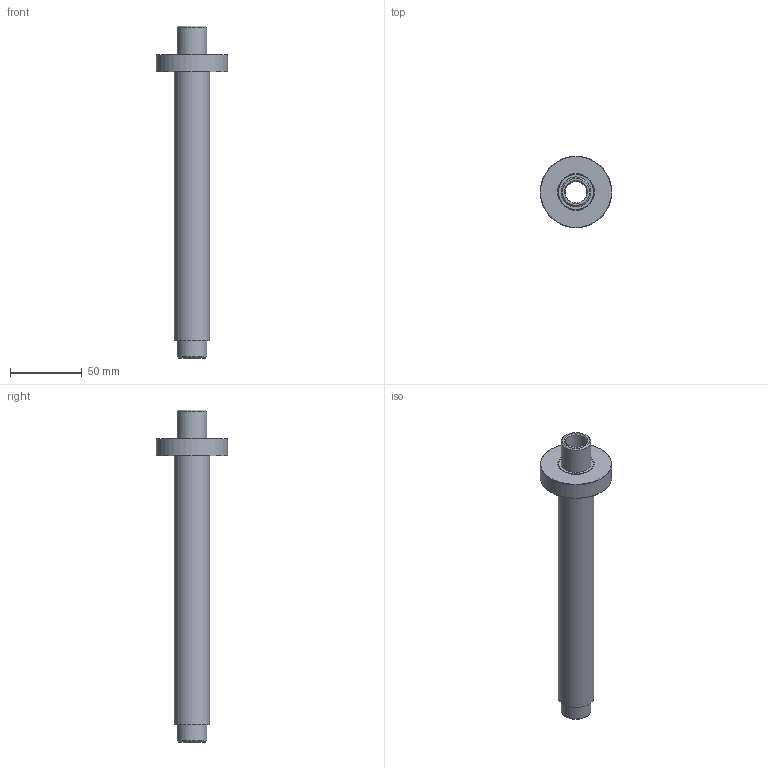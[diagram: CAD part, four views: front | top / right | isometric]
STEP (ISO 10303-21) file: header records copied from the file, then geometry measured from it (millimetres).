
FILE_DESCRIPTION(/* description */ ('Unknown'),/* implementation_level */ '2;1');
FILE_NAME(/* name */ 'AR452',/* time_stamp */ '2017-01-17T08:05:12+01:00',/* author */ ('Unknown'),/* organization */ ('Unknown'),/* preprocessor_version */ 'ST-DEVELOPER v16.7',/* originating_system */ 'DEX',/* authorisation */ $);
FILE_SCHEMA (('AUTOMOTIVE_DESIGN {1 0 10303 214 3 1 1}'));
Length unit declared in the file: millimetre
Products named in the file (3): AR452-00; AR452-01; AR452-02
Assembly tree (2 placements, depth 2):
  AR452-00
    AR452-01
    AR452-02
Bounding box: 50 x 50 x 232 mm (x, y, z)
Volume: 83514.6 mm3; surface area: 35294.3 mm2
Topology: 2 solids, 2 shells, 26 faces, 48 edges, 30 vertices
Faces by surface type: cylinder 8, plane 8, torus 6, cone 4
Full cylindrical faces by diameter (mm): 15 x1, 20.955 x2, 24.8 x1, 25.2 x2, 30 x1, 50 x1
Entity records: 699 total; most frequent: DIRECTION 110, CARTESIAN_POINT 81, AXIS2_PLACEMENT_3D 55, ORIENTED_EDGE 52, EDGE_LOOP 52, FACE_BOUND 52, EDGE_CURVE 26, VERTEX_POINT 26
